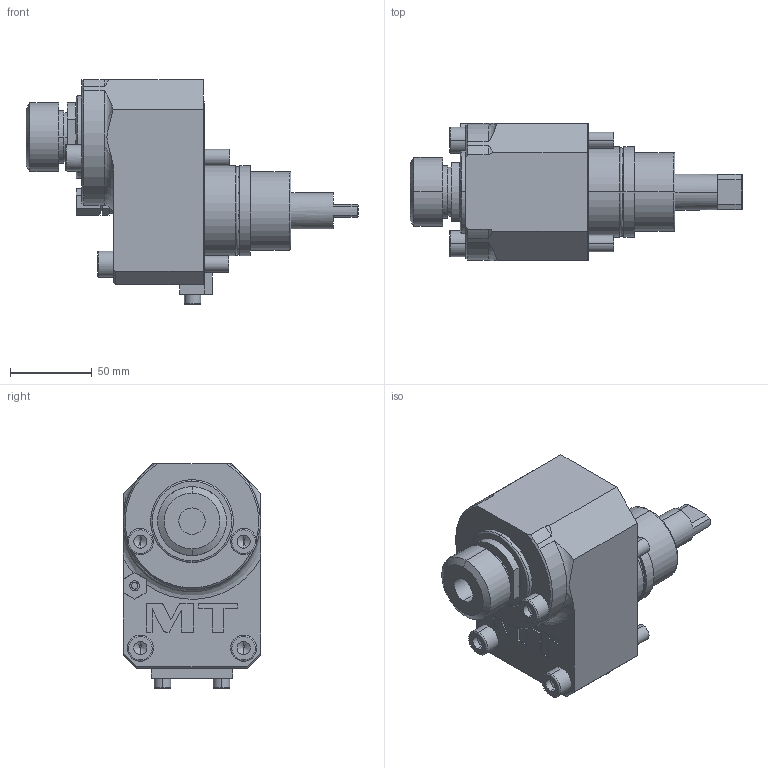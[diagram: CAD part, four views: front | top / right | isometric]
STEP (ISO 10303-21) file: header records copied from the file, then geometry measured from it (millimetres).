
FILE_DESCRIPTION((''),'2;1');
FILE_NAME('0130025_CONF','2024-01-26T08:41:13',('smalpassi'),('M.T. srl'),'CREO PARAMETRIC BY PTC INC, 2021072','CREO PARAMETRIC BY PTC INC, 2021072','');
FILE_SCHEMA(('CONFIG_CONTROL_DESIGN'));
Length unit declared in the file: millimetre
Products named in the file (1): 0130025_CONF
Bounding box: 202.56 x 84 x 137 mm (x, y, z)
Volume: 846413 mm3; surface area: 73273 mm2
Topology: 1 solids, 1 shells, 249 faces, 588 edges, 363 vertices
Faces by surface type: plane 127, cylinder 76, torus 27, cone 17, extrusion 2
Entity records: 7369 total; most frequent: CARTESIAN_POINT 1502, DIRECTION 1282, ORIENTED_EDGE 1152, EDGE_CURVE 576, AXIS2_PLACEMENT_3D 480, VERTEX_POINT 363, VECTOR 322, LINE 320
